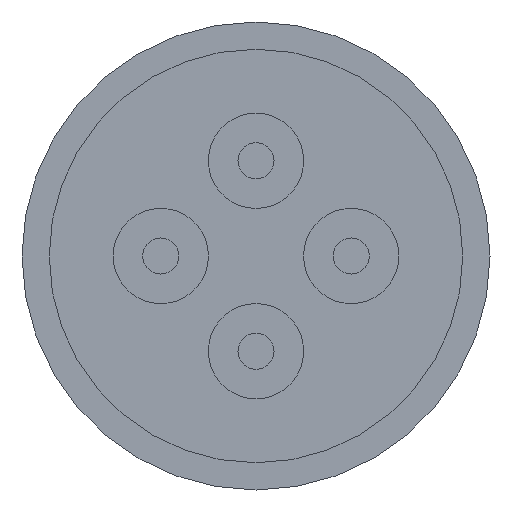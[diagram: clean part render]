
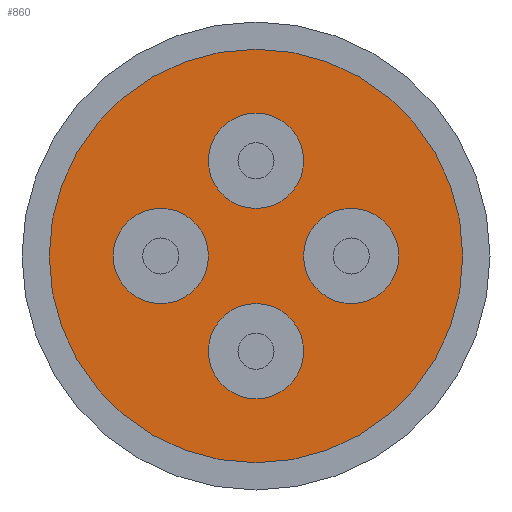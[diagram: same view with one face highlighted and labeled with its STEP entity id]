
A CAD part, front view. The second image highlights one B-rep face of the part: STEP entity #860.
In plain terms, the highlighted planar face has unit normal (0, -1, 0).
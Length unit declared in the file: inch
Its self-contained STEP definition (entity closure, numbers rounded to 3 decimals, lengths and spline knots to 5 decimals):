
#18 = DIRECTION ( 'NONE',  ( 0., -1., 0. ) ) ;
#46 = EDGE_CURVE ( 'Defeatured_0_6+Defeatured_0_10+Defeatured_0_10+Defeatured_0_10', #669, #2060, #1152, .T. ) ;
#49 = CARTESIAN_POINT ( 'NONE',  ( 0.06026, 0.05368, 0.17493 ) ) ;
#82 = CIRCLE ( 'NONE', #770, 0.0175 ) ;
#101 = CARTESIAN_POINT ( 'NONE',  ( 0.06026, 0.05368, 0.06393 ) ) ;
#152 = ORIENTED_EDGE ( 'NONE', *, *, #824, .F. ) ;
#158 = CARTESIAN_POINT ( 'NONE',  ( 0.02526, 0.05368, 0.15743 ) ) ;
#160 = AXIS2_PLACEMENT_3D ( 'NONE', #49, #2039, #714 ) ;
#169 = EDGE_LOOP ( 'NONE', ( #152, #1544 ) ) ;
#227 = ORIENTED_EDGE ( 'NONE', *, *, #748, .F. ) ;
#258 = EDGE_LOOP ( 'NONE', ( #1097, #1576 ) ) ;
#269 = DIRECTION ( 'NONE',  ( 0., 0., 1. ) ) ;
#272 = ORIENTED_EDGE ( 'NONE', *, *, #1595, .F. ) ;
#286 = CARTESIAN_POINT ( 'NONE',  ( 0.09526, 0.05368, 0.13993 ) ) ;
#306 = DIRECTION ( 'NONE',  ( 0., -1., 0. ) ) ;
#328 = CARTESIAN_POINT ( 'NONE',  ( 0.02526, 0.05368, 0.13993 ) ) ;
#350 = DIRECTION ( 'NONE',  ( 0., 0., 1. ) ) ;
#393 = EDGE_CURVE ( 'Defeatured_0_5+Defeatured_0_6+Defeatured_0_6+Defeatured_0_6', #1301, #585, #1765, .T. ) ;
#405 = DIRECTION ( 'NONE',  ( 0., 0., 1. ) ) ;
#452 = CARTESIAN_POINT ( 'NONE',  ( 0.06026, 0.05368, 0.13993 ) ) ;
#480 = ORIENTED_EDGE ( 'NONE', *, *, #2008, .F. ) ;
#522 = DIRECTION ( 'NONE',  ( 0., 0., 1. ) ) ;
#585 = VERTEX_POINT ( 'NONE', #2073 ) ;
#589 = VERTEX_POINT ( 'NONE', #1077 ) ;
#663 = FACE_BOUND ( 'NONE', #1006, .T. ) ;
#669 = VERTEX_POINT ( 'NONE', #101 ) ;
#686 = DIRECTION ( 'NONE',  ( 0., -1., 0. ) ) ;
#702 = CARTESIAN_POINT ( 'NONE',  ( 0.06026, 0.05368, 0.13993 ) ) ;
#709 = VERTEX_POINT ( 'NONE', #1359 ) ;
#714 = DIRECTION ( 'NONE',  ( 0., 0., 1. ) ) ;
#724 = DIRECTION ( 'NONE',  ( 0., -1., 0. ) ) ;
#748 = EDGE_CURVE ( 'Defeatured_0_3+Defeatured_0_6+Defeatured_0_6+Defeatured_0_6', #1797, #1523, #1833, .T. ) ;
#770 = AXIS2_PLACEMENT_3D ( 'NONE', #328, #1357, #1500 ) ;
#781 = CARTESIAN_POINT ( 'NONE',  ( 0.09526, 0.05368, 0.12243 ) ) ;
#789 = DIRECTION ( 'NONE',  ( 0., -1., 0. ) ) ;
#824 = EDGE_CURVE ( 'Defeatured_0_2+Defeatured_0_6+Defeatured_0_6+Defeatured_0_6', #2082, #709, #82, .T. ) ;
#827 = AXIS2_PLACEMENT_3D ( 'NONE', #1825, #1802, #1478 ) ;
#829 = DIRECTION ( 'NONE',  ( 0., 0., -1. ) ) ;
#832 = FACE_BOUND ( 'NONE', #169, .T. ) ;
#860 = ADVANCED_FACE ( 'Defeatured_0_6', ( #832, #1189, #663, #1181, #1679 ), #1959, .F. ) ;
#882 = DIRECTION ( 'NONE',  ( 0., 0., -1. ) ) ;
#886 = EDGE_CURVE ( 'Defeatured_0_4+Defeatured_0_6+Defeatured_0_6+Defeatured_0_6', #1840, #589, #1748, .T. ) ;
#895 = AXIS2_PLACEMENT_3D ( 'NONE', #1177, #18, #522 ) ;
#932 = EDGE_LOOP ( 'NONE', ( #1625, #1126 ) ) ;
#968 = DIRECTION ( 'NONE',  ( 0., -1., 0. ) ) ;
#990 = CARTESIAN_POINT ( 'NONE',  ( 0.06026, 0.05368, 0.10493 ) ) ;
#999 = DIRECTION ( 'NONE',  ( 0., 1., 0. ) ) ;
#1005 = CARTESIAN_POINT ( 'NONE',  ( 0.06026, 0.05368, 0.13993 ) ) ;
#1006 = EDGE_LOOP ( 'NONE', ( #480, #1973 ) ) ;
#1030 = AXIS2_PLACEMENT_3D ( 'NONE', #990, #789, #1795 ) ;
#1064 = CARTESIAN_POINT ( 'NONE',  ( 0.09526, 0.05368, 0.13993 ) ) ;
#1077 = CARTESIAN_POINT ( 'NONE',  ( 0.06026, 0.05368, 0.12243 ) ) ;
#1093 = CARTESIAN_POINT ( 'NONE',  ( 0.06026, 0.05368, 0.21593 ) ) ;
#1097 = ORIENTED_EDGE ( 'NONE', *, *, #1406, .F. ) ;
#1124 = DIRECTION ( 'NONE',  ( 0., 0., 1. ) ) ;
#1126 = ORIENTED_EDGE ( 'NONE', *, *, #1676, .T. ) ;
#1145 = CARTESIAN_POINT ( 'NONE',  ( 0.09526, 0.05368, 0.15743 ) ) ;
#1152 = CIRCLE ( 'NONE', #1324, 0.076 ) ;
#1177 = CARTESIAN_POINT ( 'NONE',  ( 0.02526, 0.05368, 0.13993 ) ) ;
#1181 = FACE_BOUND ( 'NONE', #258, .T. ) ;
#1189 = FACE_BOUND ( 'NONE', #1591, .T. ) ;
#1219 = CIRCLE ( 'NONE', #1320, 0.0175 ) ;
#1240 = DIRECTION ( 'NONE',  ( 0., -1., 0. ) ) ;
#1250 = CIRCLE ( 'NONE', #895, 0.0175 ) ;
#1301 = VERTEX_POINT ( 'NONE', #1735 ) ;
#1320 = AXIS2_PLACEMENT_3D ( 'NONE', #286, #968, #1124 ) ;
#1324 = AXIS2_PLACEMENT_3D ( 'NONE', #702, #724, #882 ) ;
#1357 = DIRECTION ( 'NONE',  ( 0., -1., 0. ) ) ;
#1359 = CARTESIAN_POINT ( 'NONE',  ( 0.02526, 0.05368, 0.12243 ) ) ;
#1406 = EDGE_CURVE ( 'Defeatured_0_5+Defeatured_0_6+Defeatured_0_6+Defeatured_0_6', #585, #1301, #1931, .T. ) ;
#1412 = CARTESIAN_POINT ( 'NONE',  ( 0.06026, 0.05368, 0.08743 ) ) ;
#1478 = DIRECTION ( 'NONE',  ( 0., 0., 1. ) ) ;
#1500 = DIRECTION ( 'NONE',  ( 0., 0., 1. ) ) ;
#1523 = VERTEX_POINT ( 'NONE', #781 ) ;
#1544 = ORIENTED_EDGE ( 'NONE', *, *, #1755, .F. ) ;
#1574 = AXIS2_PLACEMENT_3D ( 'NONE', #452, #999, #269 ) ;
#1576 = ORIENTED_EDGE ( 'NONE', *, *, #393, .F. ) ;
#1591 = EDGE_LOOP ( 'NONE', ( #227, #272 ) ) ;
#1595 = EDGE_CURVE ( 'Defeatured_0_3+Defeatured_0_6+Defeatured_0_6+Defeatured_0_6', #1523, #1797, #1219, .T. ) ;
#1625 = ORIENTED_EDGE ( 'NONE', *, *, #46, .T. ) ;
#1626 = AXIS2_PLACEMENT_3D ( 'NONE', #1005, #306, #829 ) ;
#1676 = EDGE_CURVE ( 'Defeatured_0_6+Defeatured_0_10+Defeatured_0_10+Defeatured_0_10', #2060, #669, #1701, .T. ) ;
#1679 = FACE_OUTER_BOUND ( 'NONE', #932, .T. ) ;
#1701 = CIRCLE ( 'NONE', #1626, 0.076 ) ;
#1712 = AXIS2_PLACEMENT_3D ( 'NONE', #1883, #686, #350 ) ;
#1735 = CARTESIAN_POINT ( 'NONE',  ( 0.06026, 0.05368, 0.15743 ) ) ;
#1748 = CIRCLE ( 'NONE', #1030, 0.0175 ) ;
#1755 = EDGE_CURVE ( 'Defeatured_0_2+Defeatured_0_6+Defeatured_0_6+Defeatured_0_6', #709, #2082, #1250, .T. ) ;
#1765 = CIRCLE ( 'NONE', #827, 0.0175 ) ;
#1795 = DIRECTION ( 'NONE',  ( 0., 0., 1. ) ) ;
#1797 = VERTEX_POINT ( 'NONE', #1145 ) ;
#1802 = DIRECTION ( 'NONE',  ( 0., -1., 0. ) ) ;
#1825 = CARTESIAN_POINT ( 'NONE',  ( 0.06026, 0.05368, 0.17493 ) ) ;
#1833 = CIRCLE ( 'NONE', #2075, 0.0175 ) ;
#1840 = VERTEX_POINT ( 'NONE', #1412 ) ;
#1883 = CARTESIAN_POINT ( 'NONE',  ( 0.06026, 0.05368, 0.10493 ) ) ;
#1931 = CIRCLE ( 'NONE', #160, 0.0175 ) ;
#1959 = PLANE ( 'NONE',  #1574 ) ;
#1973 = ORIENTED_EDGE ( 'NONE', *, *, #886, .F. ) ;
#2008 = EDGE_CURVE ( 'Defeatured_0_4+Defeatured_0_6+Defeatured_0_6+Defeatured_0_6', #589, #1840, #2095, .T. ) ;
#2039 = DIRECTION ( 'NONE',  ( 0., -1., 0. ) ) ;
#2060 = VERTEX_POINT ( 'NONE', #1093 ) ;
#2073 = CARTESIAN_POINT ( 'NONE',  ( 0.06026, 0.05368, 0.19243 ) ) ;
#2075 = AXIS2_PLACEMENT_3D ( 'NONE', #1064, #1240, #405 ) ;
#2082 = VERTEX_POINT ( 'NONE', #158 ) ;
#2095 = CIRCLE ( 'NONE', #1712, 0.0175 ) ;
